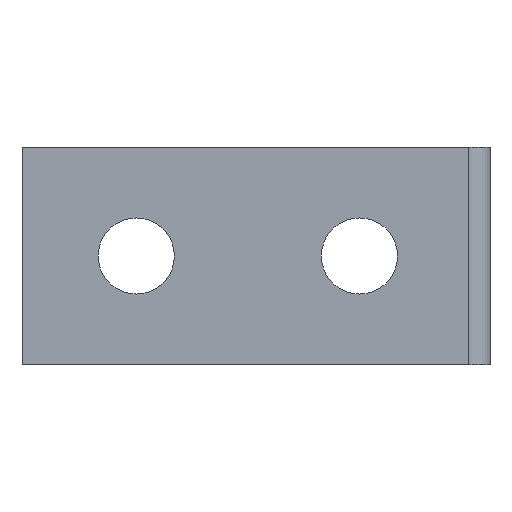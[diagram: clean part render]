
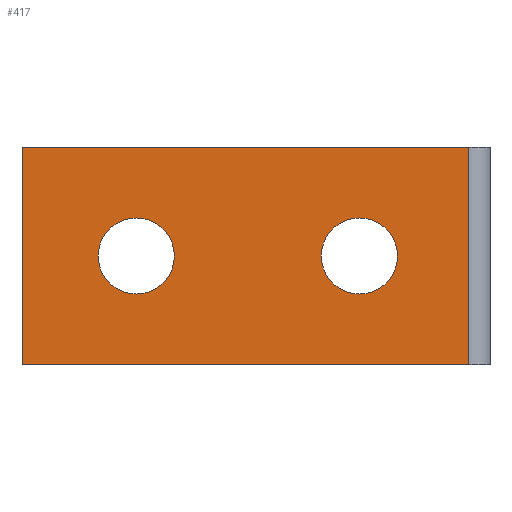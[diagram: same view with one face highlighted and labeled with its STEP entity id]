
A CAD part, left-side view. The second image highlights one B-rep face of the part: STEP entity #417.
In plain terms, the highlighted planar face has unit normal (-1, 0, 0).
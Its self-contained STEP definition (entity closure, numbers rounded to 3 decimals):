
#3 = CARTESIAN_POINT ( 'NONE',  ( 0., 86., 40. ) ) ;
#22 = DIRECTION ( 'NONE',  ( 0., -1., 0. ) ) ;
#24 = CIRCLE ( 'NONE', #323, 7. ) ;
#42 = CARTESIAN_POINT ( 'NONE',  ( 0., 4., 40. ) ) ;
#46 = LINE ( 'NONE', #152, #322 ) ;
#54 = CIRCLE ( 'NONE', #108, 7. ) ;
#56 = CARTESIAN_POINT ( 'NONE',  ( 0., 24., 27. ) ) ;
#61 = FACE_OUTER_BOUND ( 'NONE', #225, .T. ) ;
#66 = EDGE_CURVE ( 'NONE', #375, #235, #526, .T. ) ;
#74 = VERTEX_POINT ( 'NONE', #56 ) ;
#91 = CARTESIAN_POINT ( 'NONE',  ( 0., 24., 20. ) ) ;
#96 = CARTESIAN_POINT ( 'NONE',  ( 0., 65., 20. ) ) ;
#104 = DIRECTION ( 'NONE',  ( 0., 0., -1. ) ) ;
#106 = CARTESIAN_POINT ( 'NONE',  ( 0., 86., 0. ) ) ;
#107 = CARTESIAN_POINT ( 'NONE',  ( 0., 24., 13. ) ) ;
#108 = AXIS2_PLACEMENT_3D ( 'NONE', #96, #286, #239 ) ;
#120 = ORIENTED_EDGE ( 'NONE', *, *, #234, .T. ) ;
#143 = CARTESIAN_POINT ( 'NONE',  ( 0., 4., 40. ) ) ;
#146 = DIRECTION ( 'NONE',  ( 0., 0., 1. ) ) ;
#151 = EDGE_LOOP ( 'NONE', ( #379, #277 ) ) ;
#152 = CARTESIAN_POINT ( 'NONE',  ( 0., 86., 40. ) ) ;
#156 = CARTESIAN_POINT ( 'NONE',  ( 0., 86., 40. ) ) ;
#160 = FACE_BOUND ( 'NONE', #151, .T. ) ;
#167 = AXIS2_PLACEMENT_3D ( 'NONE', #512, #265, #452 ) ;
#172 = ORIENTED_EDGE ( 'NONE', *, *, #307, .T. ) ;
#188 = CARTESIAN_POINT ( 'NONE',  ( 0., 4., 0. ) ) ;
#196 = CIRCLE ( 'NONE', #536, 7. ) ;
#197 = CARTESIAN_POINT ( 'NONE',  ( 0., 24., 20. ) ) ;
#205 = FACE_BOUND ( 'NONE', #350, .T. ) ;
#225 = EDGE_LOOP ( 'NONE', ( #262, #425, #557, #172 ) ) ;
#234 = EDGE_CURVE ( 'NONE', #351, #504, #579, .T. ) ;
#235 = VERTEX_POINT ( 'NONE', #188 ) ;
#239 = DIRECTION ( 'NONE',  ( 0., 0., -1. ) ) ;
#253 = LINE ( 'NONE', #156, #447 ) ;
#259 = DIRECTION ( 'NONE',  ( 0., 1., 0. ) ) ;
#262 = ORIENTED_EDGE ( 'NONE', *, *, #66, .T. ) ;
#263 = EDGE_CURVE ( 'NONE', #235, #288, #475, .T. ) ;
#265 = DIRECTION ( 'NONE',  ( 1., 0., 0. ) ) ;
#266 = AXIS2_PLACEMENT_3D ( 'NONE', #438, #532, #259 ) ;
#272 = EDGE_CURVE ( 'NONE', #510, #74, #196, .T. ) ;
#277 = ORIENTED_EDGE ( 'NONE', *, *, #327, .T. ) ;
#286 = DIRECTION ( 'NONE',  ( 1., 0., 0. ) ) ;
#288 = VERTEX_POINT ( 'NONE', #42 ) ;
#294 = VERTEX_POINT ( 'NONE', #3 ) ;
#307 = EDGE_CURVE ( 'NONE', #294, #375, #46, .T. ) ;
#310 = ORIENTED_EDGE ( 'NONE', *, *, #372, .T. ) ;
#322 = VECTOR ( 'NONE', #568, 1000. ) ;
#323 = AXIS2_PLACEMENT_3D ( 'NONE', #91, #619, #575 ) ;
#327 = EDGE_CURVE ( 'NONE', #74, #510, #24, .T. ) ;
#348 = CARTESIAN_POINT ( 'NONE',  ( 0., 65., 13. ) ) ;
#350 = EDGE_LOOP ( 'NONE', ( #310, #120 ) ) ;
#351 = VERTEX_POINT ( 'NONE', #611 ) ;
#372 = EDGE_CURVE ( 'NONE', #504, #351, #54, .T. ) ;
#375 = VERTEX_POINT ( 'NONE', #426 ) ;
#379 = ORIENTED_EDGE ( 'NONE', *, *, #272, .T. ) ;
#395 = PLANE ( 'NONE',  #266 ) ;
#417 = ADVANCED_FACE ( 'NONE', ( #205, #160, #61 ), #395, .F. ) ;
#425 = ORIENTED_EDGE ( 'NONE', *, *, #263, .T. ) ;
#426 = CARTESIAN_POINT ( 'NONE',  ( 0., 86., 0. ) ) ;
#438 = CARTESIAN_POINT ( 'NONE',  ( 0., 86., 40. ) ) ;
#447 = VECTOR ( 'NONE', #22, 1000. ) ;
#452 = DIRECTION ( 'NONE',  ( 0., 0., -1. ) ) ;
#453 = VECTOR ( 'NONE', #480, 1000. ) ;
#461 = VECTOR ( 'NONE', #146, 1000. ) ;
#475 = LINE ( 'NONE', #143, #461 ) ;
#480 = DIRECTION ( 'NONE',  ( 0., -1., 0. ) ) ;
#497 = EDGE_CURVE ( 'NONE', #294, #288, #253, .T. ) ;
#504 = VERTEX_POINT ( 'NONE', #348 ) ;
#510 = VERTEX_POINT ( 'NONE', #107 ) ;
#512 = CARTESIAN_POINT ( 'NONE',  ( 0., 65., 20. ) ) ;
#518 = DIRECTION ( 'NONE',  ( 1., 0., 0. ) ) ;
#526 = LINE ( 'NONE', #106, #453 ) ;
#532 = DIRECTION ( 'NONE',  ( 1., 0., 0. ) ) ;
#536 = AXIS2_PLACEMENT_3D ( 'NONE', #197, #518, #104 ) ;
#557 = ORIENTED_EDGE ( 'NONE', *, *, #497, .F. ) ;
#568 = DIRECTION ( 'NONE',  ( 0., 0., -1. ) ) ;
#575 = DIRECTION ( 'NONE',  ( 0., 0., -1. ) ) ;
#579 = CIRCLE ( 'NONE', #167, 7. ) ;
#611 = CARTESIAN_POINT ( 'NONE',  ( 0., 65., 27. ) ) ;
#619 = DIRECTION ( 'NONE',  ( 1., 0., 0. ) ) ;
